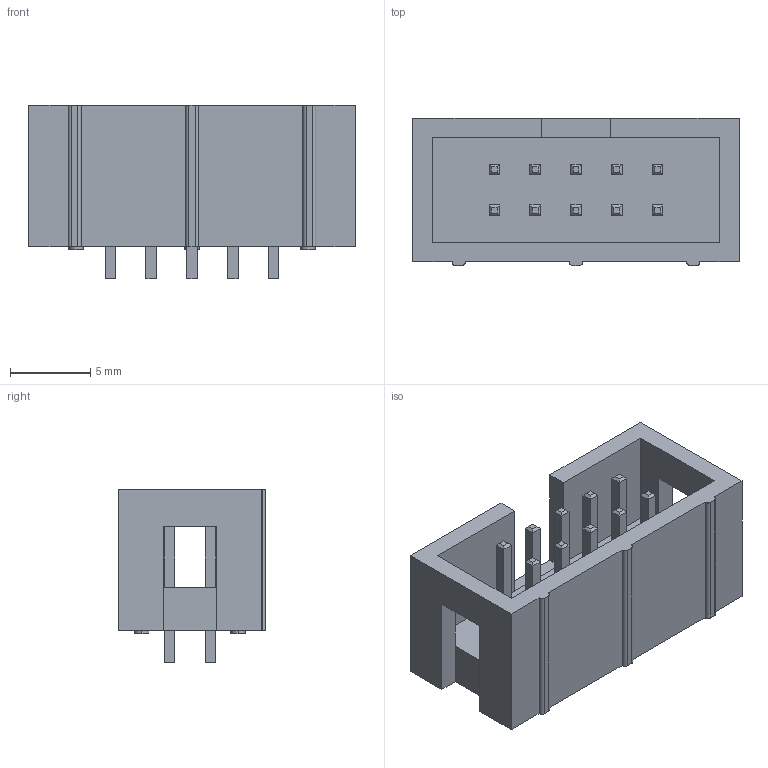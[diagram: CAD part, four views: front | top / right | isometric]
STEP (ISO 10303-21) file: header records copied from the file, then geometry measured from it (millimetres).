
FILE_DESCRIPTION (( 'STEP AP214' ), '1' );
FILE_NAME ('User Library-FKV10SN.STEP', '2016-03-05T04:17:20', ( 'Windows User' ), ( '' ), 'SwSTEP 2.0', 'SolidWorks 2016', '' );
FILE_SCHEMA (( 'AUTOMOTIVE_DESIGN' ));
Length unit declared in the file: millimetre
Products named in the file (1): User Library-FKV10SN
Bounding box: 20.3 x 9.15 x 10.81 mm (x, y, z)
Volume: 835.7 mm3; surface area: 1341 mm2
Topology: 1 solids, 1 shells, 200 faces, 482 edges, 306 vertices
Faces by surface type: plane 182, cylinder 18
Entity records: 7916 total; most frequent: CARTESIAN_POINT 989, ORIENTED_EDGE 964, DIRECTION 920, EDGE_CURVE 482, LINE 446, VECTOR 446, VERTEX_POINT 306, AXIS2_PLACEMENT_3D 237
